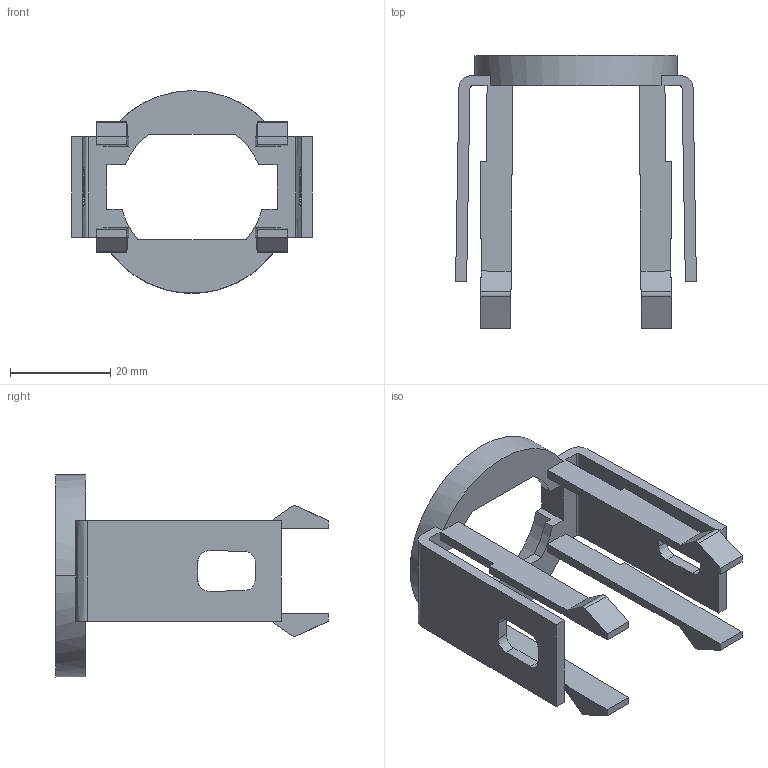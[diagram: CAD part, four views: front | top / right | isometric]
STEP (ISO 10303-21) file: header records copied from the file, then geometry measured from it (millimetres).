
FILE_DESCRIPTION(('',''),'2;1');
FILE_NAME('','',('none'),('none'),'','','none');
FILE_SCHEMA(('AUTOMOTIVE_DESIGN { 1 0 10303 214 1 1 1 1 }'));
Length unit declared in the file: millimetre
Products named in the file (1): AS02259300_SAPP-WEC_08_MINI_SAPP-COVER_BK
Bounding box: 48 x 54.41 x 40.4 mm (x, y, z)
Volume: 8956.7 mm3; surface area: 9434.3 mm2
Topology: 1 solids, 1 shells, 98 faces, 290 edges, 196 vertices
Faces by surface type: plane 70, extrusion 20, cylinder 8
Entity records: 3368 total; most frequent: CARTESIAN_POINT 862, ORIENTED_EDGE 580, DIRECTION 393, EDGE_CURVE 290, VECTOR 233, LINE 213, VERTEX_POINT 196, EDGE_LOOP 106
